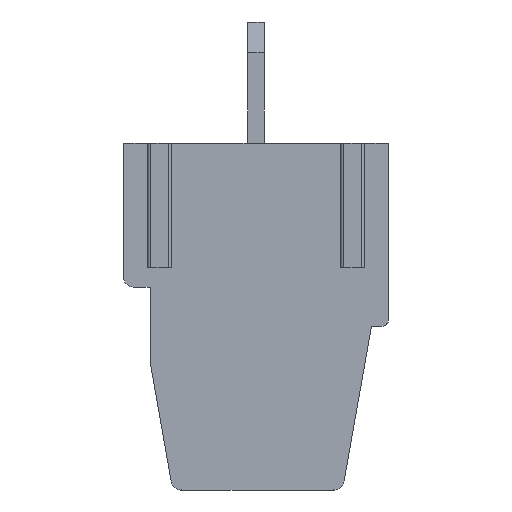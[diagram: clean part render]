
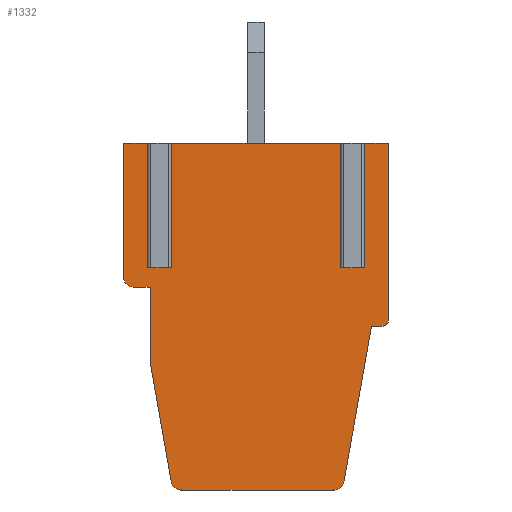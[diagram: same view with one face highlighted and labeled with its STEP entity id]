
A CAD part, front view. The second image highlights one B-rep face of the part: STEP entity #1332.
In plain terms, the highlighted planar face has unit normal (0, -1, 0).
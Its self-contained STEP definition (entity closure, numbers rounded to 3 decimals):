
#1332 = ADVANCED_FACE( '', ( #2725 ), #2726, .F. );
#2725 = FACE_OUTER_BOUND( '', #4138, .T. );
#2726 = PLANE( '', #4139 );
#4138 = EDGE_LOOP( '', ( #8255, #8256, #8257, #8258, #8259, #8260, #8261, #8262, #8263, #8264, #8265, #8266, #8267, #8268, #8269, #8270, #8271, #8272, #8273, #8274, #8275 ) );
#4139 = AXIS2_PLACEMENT_3D( '', #8276, #8277, #8278 );
#8255 = ORIENTED_EDGE( '', *, *, #9129, .T. );
#8256 = ORIENTED_EDGE( '', *, *, #9312, .T. );
#8257 = ORIENTED_EDGE( '', *, *, #9614, .F. );
#8258 = ORIENTED_EDGE( '', *, *, #9344, .T. );
#8259 = ORIENTED_EDGE( '', *, *, #9121, .T. );
#8260 = ORIENTED_EDGE( '', *, *, #9025, .T. );
#8261 = ORIENTED_EDGE( '', *, *, #9549, .F. );
#8262 = ORIENTED_EDGE( '', *, *, #8580, .T. );
#8263 = ORIENTED_EDGE( '', *, *, #9117, .T. );
#8264 = ORIENTED_EDGE( '', *, *, #9279, .T. );
#8265 = ORIENTED_EDGE( '', *, *, #9669, .T. );
#8266 = ORIENTED_EDGE( '', *, *, #8716, .F. );
#8267 = ORIENTED_EDGE( '', *, *, #9673, .F. );
#8268 = ORIENTED_EDGE( '', *, *, #10066, .F. );
#8269 = ORIENTED_EDGE( '', *, *, #10173, .T. );
#8270 = ORIENTED_EDGE( '', *, *, #9778, .T. );
#8271 = ORIENTED_EDGE( '', *, *, #8752, .T. );
#8272 = ORIENTED_EDGE( '', *, *, #9467, .F. );
#8273 = ORIENTED_EDGE( '', *, *, #10149, .F. );
#8274 = ORIENTED_EDGE( '', *, *, #9493, .T. );
#8275 = ORIENTED_EDGE( '', *, *, #9586, .T. );
#8276 = CARTESIAN_POINT( '', ( 11.298, -45., -4.395 ) );
#8277 = DIRECTION( '', ( 0., 1., 0. ) );
#8278 = DIRECTION( '', ( -1., 0., 0. ) );
#8580 = EDGE_CURVE( '', #10327, #10324, #10328, .F. );
#8716 = EDGE_CURVE( '', #10570, #10573, #10574, .T. );
#8752 = EDGE_CURVE( '', #10634, #10631, #10635, .F. );
#9025 = EDGE_CURVE( '', #11092, #11096, #11098, .T. );
#9117 = EDGE_CURVE( '', #10324, #11246, #11249, .T. );
#9121 = EDGE_CURVE( '', #11255, #11092, #11256, .T. );
#9129 = EDGE_CURVE( '', #11270, #11268, #11271, .T. );
#9279 = EDGE_CURVE( '', #11246, #11516, #11518, .T. );
#9312 = EDGE_CURVE( '', #11268, #11567, #11569, .T. );
#9344 = EDGE_CURVE( '', #11615, #11255, #11616, .F. );
#9467 = EDGE_CURVE( '', #11794, #10631, #11797, .T. );
#9493 = EDGE_CURVE( '', #11833, #11831, #11834, .F. );
#9549 = EDGE_CURVE( '', #10327, #11096, #11910, .T. );
#9586 = EDGE_CURVE( '', #11831, #11270, #11959, .T. );
#9614 = EDGE_CURVE( '', #11615, #11567, #11998, .T. );
#9669 = EDGE_CURVE( '', #11516, #10573, #12075, .F. );
#9673 = EDGE_CURVE( '', #12078, #10570, #12081, .T. );
#9778 = EDGE_CURVE( '', #12221, #10634, #12222, .T. );
#10066 = EDGE_CURVE( '', #12583, #12078, #12585, .T. );
#10149 = EDGE_CURVE( '', #11833, #11794, #12672, .T. );
#10173 = EDGE_CURVE( '', #12583, #12221, #12697, .F. );
#10324 = VERTEX_POINT( '', #12901 );
#10327 = VERTEX_POINT( '', #12904 );
#10328 = LINE( '', #12905, #12906 );
#10570 = VERTEX_POINT( '', #13261 );
#10573 = VERTEX_POINT( '', #13265 );
#10574 = LINE( '', #13266, #13267 );
#10631 = VERTEX_POINT( '', #13344 );
#10634 = VERTEX_POINT( '', #13348 );
#10635 = CIRCLE( '', #13349, 0.298 );
#11092 = VERTEX_POINT( '', #14019 );
#11096 = VERTEX_POINT( '', #14024 );
#11098 = LINE( '', #14026, #14027 );
#11246 = VERTEX_POINT( '', #14242 );
#11249 = LINE( '', #14246, #14247 );
#11255 = VERTEX_POINT( '', #14255 );
#11256 = LINE( '', #14256, #14257 );
#11268 = VERTEX_POINT( '', #14273 );
#11270 = VERTEX_POINT( '', #14275 );
#11271 = LINE( '', #14276, #14277 );
#11516 = VERTEX_POINT( '', #14644 );
#11518 = LINE( '', #14647, #14648 );
#11567 = VERTEX_POINT( '', #14717 );
#11569 = LINE( '', #14719, #14720 );
#11615 = VERTEX_POINT( '', #14787 );
#11616 = LINE( '', #14788, #14789 );
#11794 = VERTEX_POINT( '', #15051 );
#11797 = LINE( '', #15055, #15056 );
#11831 = VERTEX_POINT( '', #15107 );
#11833 = VERTEX_POINT( '', #15110 );
#11834 = CIRCLE( '', #15111, 0.198 );
#11910 = LINE( '', #15227, #15228 );
#11959 = LINE( '', #15302, #15303 );
#11998 = LINE( '', #15367, #15368 );
#12075 = CIRCLE( '', #15487, 0.298 );
#12078 = VERTEX_POINT( '', #15494 );
#12081 = LINE( '', #15498, #15499 );
#12221 = VERTEX_POINT( '', #15713 );
#12222 = LINE( '', #15714, #15715 );
#12583 = VERTEX_POINT( '', #16264 );
#12585 = LINE( '', #16267, #16268 );
#12672 = LINE( '', #16391, #16392 );
#12697 = CIRCLE( '', #16428, 0.298 );
#12901 = CARTESIAN_POINT( '', ( 11.73, -45., 0. ) );
#12904 = CARTESIAN_POINT( '', ( 11.73, -45., -3.8 ) );
#12905 = CARTESIAN_POINT( '', ( 11.73, -45., 0. ) );
#12906 = VECTOR( '', #16525, 1000. );
#13261 = CARTESIAN_POINT( '', ( 11.814, -45., -4.395 ) );
#13265 = CARTESIAN_POINT( '', ( 11.298, -45., -4.395 ) );
#13266 = CARTESIAN_POINT( '', ( 11.814, -45., -4.395 ) );
#13267 = VECTOR( '', #16649, 1000. );
#13344 = CARTESIAN_POINT( '', ( 17.745, -45., -10.317 ) );
#13348 = CARTESIAN_POINT( '', ( 17.448, -45., -10.6 ) );
#13349 = AXIS2_PLACEMENT_3D( '', #16692, #16693, #16694 );
#14019 = CARTESIAN_POINT( '', ( 12.47, -45., 0. ) );
#14024 = CARTESIAN_POINT( '', ( 12.47, -45., -3.8 ) );
#14026 = CARTESIAN_POINT( '', ( 12.47, -45., 0. ) );
#14027 = VECTOR( '', #16944, 1000. );
#14242 = CARTESIAN_POINT( '', ( 11., -45., 0. ) );
#14246 = CARTESIAN_POINT( '', ( 14.497, -45., 0. ) );
#14247 = VECTOR( '', #17035, 1000. );
#14255 = CARTESIAN_POINT( '', ( 17.63, -45., 0. ) );
#14256 = CARTESIAN_POINT( '', ( 14.497, -45., 0. ) );
#14257 = VECTOR( '', #17041, 1000. );
#14273 = CARTESIAN_POINT( '', ( 18.37, -45., 0. ) );
#14275 = CARTESIAN_POINT( '', ( 19.096, -45., 0. ) );
#14276 = CARTESIAN_POINT( '', ( 14.497, -45., 0. ) );
#14277 = VECTOR( '', #17055, 1000. );
#14644 = CARTESIAN_POINT( '', ( 11., -45., -4.098 ) );
#14647 = CARTESIAN_POINT( '', ( 11., -45., 0. ) );
#14648 = VECTOR( '', #17203, 1000. );
#14717 = CARTESIAN_POINT( '', ( 18.37, -45., -3.8 ) );
#14719 = CARTESIAN_POINT( '', ( 18.37, -45., 0. ) );
#14720 = VECTOR( '', #17239, 1000. );
#14787 = CARTESIAN_POINT( '', ( 17.63, -45., -3.8 ) );
#14788 = CARTESIAN_POINT( '', ( 17.63, -45., 0. ) );
#14789 = VECTOR( '', #17261, 1000. );
#15051 = CARTESIAN_POINT( '', ( 18.577, -45., -5.596 ) );
#15055 = CARTESIAN_POINT( '', ( 18.577, -45., -5.596 ) );
#15056 = VECTOR( '', #17365, 1000. );
#15107 = CARTESIAN_POINT( '', ( 19.096, -45., -5.398 ) );
#15110 = CARTESIAN_POINT( '', ( 18.898, -45., -5.596 ) );
#15111 = AXIS2_PLACEMENT_3D( '', #17384, #17385, #17386 );
#15227 = CARTESIAN_POINT( '', ( 11.78, -45., -3.8 ) );
#15228 = VECTOR( '', #17429, 1000. );
#15302 = CARTESIAN_POINT( '', ( 19.096, -45., 0. ) );
#15303 = VECTOR( '', #17458, 1000. );
#15367 = CARTESIAN_POINT( '', ( 17.68, -45., -3.8 ) );
#15368 = VECTOR( '', #17484, 1000. );
#15487 = AXIS2_PLACEMENT_3D( '', #17525, #17526, #17527 );
#15494 = CARTESIAN_POINT( '', ( 11.814, -45., -6.704 ) );
#15498 = CARTESIAN_POINT( '', ( 11.814, -45., -6.704 ) );
#15499 = VECTOR( '', #17529, 1000. );
#15713 = CARTESIAN_POINT( '', ( 12.748, -45., -10.6 ) );
#15714 = CARTESIAN_POINT( '', ( 15.098, -45., -10.6 ) );
#15715 = VECTOR( '', #17613, 1000. );
#16264 = CARTESIAN_POINT( '', ( 12.451, -45., -10.317 ) );
#16267 = CARTESIAN_POINT( '', ( 12.498, -45., -10.587 ) );
#16268 = VECTOR( '', #17822, 1000. );
#16391 = CARTESIAN_POINT( '', ( 19.096, -45., -5.596 ) );
#16392 = VECTOR( '', #17854, 1000. );
#16428 = AXIS2_PLACEMENT_3D( '', #17862, #17863, #17864 );
#16525 = DIRECTION( '', ( 0., 0., -1. ) );
#16649 = DIRECTION( '', ( -1., 0., 0. ) );
#16692 = CARTESIAN_POINT( '', ( 17.448, -45., -10.302 ) );
#16693 = DIRECTION( '', ( 0., 1., 0. ) );
#16694 = DIRECTION( '', ( 0., 0., 1. ) );
#16944 = DIRECTION( '', ( 0., 0., -1. ) );
#17035 = DIRECTION( '', ( -1., 0., 0. ) );
#17041 = DIRECTION( '', ( -1., 0., 0. ) );
#17055 = DIRECTION( '', ( -1., 0., 0. ) );
#17203 = DIRECTION( '', ( 0., 0., -1. ) );
#17239 = DIRECTION( '', ( 0., 0., -1. ) );
#17261 = DIRECTION( '', ( 0., 0., -1. ) );
#17365 = DIRECTION( '', ( -0.174, 0., -0.985 ) );
#17384 = CARTESIAN_POINT( '', ( 18.898, -45., -5.398 ) );
#17385 = DIRECTION( '', ( 0., 1., 0. ) );
#17386 = DIRECTION( '', ( 0., 0., 1. ) );
#17429 = DIRECTION( '', ( 1., 0., 0. ) );
#17458 = DIRECTION( '', ( 0., 0., 1. ) );
#17484 = DIRECTION( '', ( 1., 0., 0. ) );
#17525 = CARTESIAN_POINT( '', ( 11.298, -45., -4.098 ) );
#17526 = DIRECTION( '', ( 0., 1., 0. ) );
#17527 = DIRECTION( '', ( 0., 0., 1. ) );
#17529 = DIRECTION( '', ( 0., 0., 1. ) );
#17613 = DIRECTION( '', ( 1., 0., 0. ) );
#17822 = DIRECTION( '', ( -0.174, 0., 0.985 ) );
#17854 = DIRECTION( '', ( -1., 0., 0. ) );
#17862 = CARTESIAN_POINT( '', ( 12.748, -45., -10.302 ) );
#17863 = DIRECTION( '', ( 0., 1., 0. ) );
#17864 = DIRECTION( '', ( 0., 0., 1. ) );
